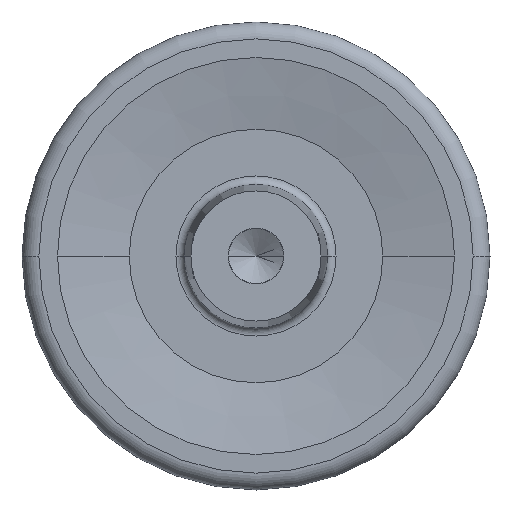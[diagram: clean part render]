
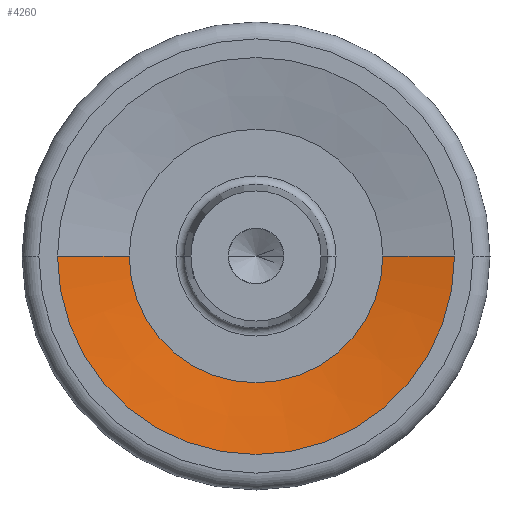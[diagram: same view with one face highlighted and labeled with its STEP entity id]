
A CAD part, front view. The second image highlights one B-rep face of the part: STEP entity #4260.
In plain terms, the highlighted conical face has half-angle 79.34 degrees and reference radius 11.75 mm.
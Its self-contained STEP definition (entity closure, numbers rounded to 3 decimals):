
#1190=CARTESIAN_POINT('',(0.,15.3,0.));
#1200=DIRECTION('',(0.,1.,0.));
#1210=DIRECTION('',(-1.,0.,0.));
#1220=AXIS2_PLACEMENT_3D('',#1190,#1200,#1210);
#1230=CIRCLE('',#1220,7.5);
#1240=CARTESIAN_POINT('',(-7.5,15.3,0.));
#1250=VERTEX_POINT('',#1240);
#1260=CARTESIAN_POINT('',(7.5,15.3,0.));
#1270=VERTEX_POINT('',#1260);
#1300=EDGE_CURVE('',#1270,#1250,#1230,.T.);
#3840=CARTESIAN_POINT('',(0.,14.5,0.));
#3850=DIRECTION('',(0.,1.,0.));
#3860=DIRECTION('',(-1.,0.,0.));
#3870=AXIS2_PLACEMENT_3D('',#3840,#3850,#3860);
#3880=CIRCLE('',#3870,11.75);
#3890=CARTESIAN_POINT('',(-11.75,14.5,0.));
#3900=VERTEX_POINT('',#3890);
#3910=CARTESIAN_POINT('',(11.75,14.5,0.));
#3920=VERTEX_POINT('',#3910);
#3950=EDGE_CURVE('',#3920,#3900,#3880,.T.);
#4050=CARTESIAN_POINT('',(0.,14.5,0.));
#4060=DIRECTION('',(0.,-1.,0.));
#4070=DIRECTION('',(-1.,0.,0.));
#4080=AXIS2_PLACEMENT_3D('',#4050,#4060,#4070);
#4090=CONICAL_SURFACE('',#4080,11.75,1.385);
#4100=CARTESIAN_POINT('',(11.75,14.5,0.));
#4110=DIRECTION('',(0.983,-0.185,
0.));
#4120=VECTOR('',#4110,11.956);
#4130=LINE('',#4100,#4120);
#4140=EDGE_CURVE('',#1270,#3920,#4130,.T.);
#4150=ORIENTED_EDGE('',*,*,#4140,.F.);
#4160=ORIENTED_EDGE('',*,*,#3950,.F.);
#4170=CARTESIAN_POINT('',(-11.75,14.5,0.));
#4180=DIRECTION('',(-0.983,-0.185,0.));
#4190=VECTOR('',#4180,11.956);
#4200=LINE('',#4170,#4190);
#4210=EDGE_CURVE('',#1250,#3900,#4200,.T.);
#4220=ORIENTED_EDGE('',*,*,#4210,.T.);
#4230=ORIENTED_EDGE('',*,*,#1300,.T.);
#4240=EDGE_LOOP('',(#4230,#4220,#4160,#4150));
#4250=FACE_OUTER_BOUND('',#4240,.T.);
#4260=ADVANCED_FACE('',(#4250),#4090,.F.);
